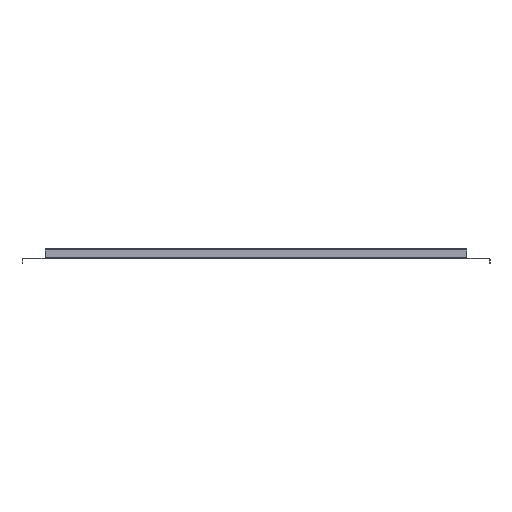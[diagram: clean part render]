
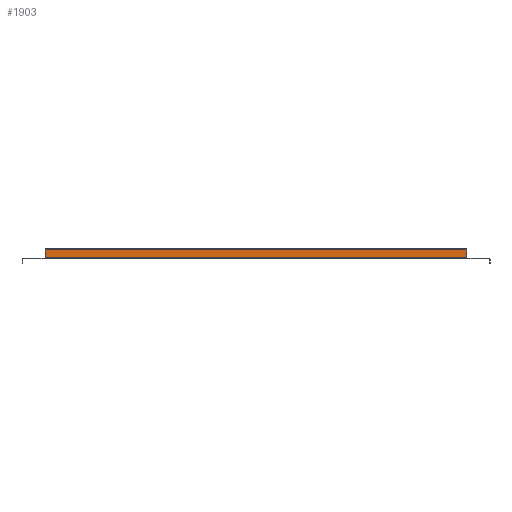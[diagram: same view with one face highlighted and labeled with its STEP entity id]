
A CAD part, front view. The second image highlights one B-rep face of the part: STEP entity #1903.
In plain terms, the highlighted planar face has unit normal (0, -1, 0).
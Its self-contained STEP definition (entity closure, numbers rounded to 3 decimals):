
#85 = LINE ( 'NONE', #1812, #740 ) ;
#134 = CARTESIAN_POINT ( 'NONE',  ( 865., -2.5, 1. ) ) ;
#210 = CARTESIAN_POINT ( 'NONE',  ( 45., -2.5, 1. ) ) ;
#300 = EDGE_CURVE ( 'NONE', #881, #668, #1044, .T. ) ;
#305 = VERTEX_POINT ( 'NONE', #348 ) ;
#348 = CARTESIAN_POINT ( 'NONE',  ( 45., -2.5, 16. ) ) ;
#405 = ORIENTED_EDGE ( 'NONE', *, *, #997, .T. ) ;
#458 = CARTESIAN_POINT ( 'NONE',  ( 0., -2.5, 0. ) ) ;
#577 = CARTESIAN_POINT ( 'NONE',  ( 45., -2.5, 0. ) ) ;
#668 = VERTEX_POINT ( 'NONE', #210 ) ;
#676 = VECTOR ( 'NONE', #1390, 1000. ) ;
#715 = ORIENTED_EDGE ( 'NONE', *, *, #1031, .T. ) ;
#740 = VECTOR ( 'NONE', #1769, 1000. ) ;
#750 = DIRECTION ( 'NONE',  ( 0., 0., -1. ) ) ;
#811 = DIRECTION ( 'NONE',  ( 0., 0., 1. ) ) ;
#820 = LINE ( 'NONE', #1645, #1520 ) ;
#843 = VERTEX_POINT ( 'NONE', #1857 ) ;
#881 = VERTEX_POINT ( 'NONE', #134 ) ;
#963 = DIRECTION ( 'NONE',  ( 0., 1., 0. ) ) ;
#997 = EDGE_CURVE ( 'NONE', #881, #843, #85, .T. ) ;
#1028 = VECTOR ( 'NONE', #750, 1000. ) ;
#1031 = EDGE_CURVE ( 'NONE', #305, #668, #1959, .T. ) ;
#1044 = LINE ( 'NONE', #1198, #676 ) ;
#1117 = PLANE ( 'NONE',  #2032 ) ;
#1198 = CARTESIAN_POINT ( 'NONE',  ( 45., -2.5, 1. ) ) ;
#1336 = DIRECTION ( 'NONE',  ( -1., 0., 0. ) ) ;
#1390 = DIRECTION ( 'NONE',  ( -1., 0., 0. ) ) ;
#1520 = VECTOR ( 'NONE', #1336, 1000. ) ;
#1645 = CARTESIAN_POINT ( 'NONE',  ( 865., -2.5, 16. ) ) ;
#1769 = DIRECTION ( 'NONE',  ( 0., 0., 1. ) ) ;
#1776 = ORIENTED_EDGE ( 'NONE', *, *, #1946, .T. ) ;
#1812 = CARTESIAN_POINT ( 'NONE',  ( 865., -2.5, 0. ) ) ;
#1822 = FACE_OUTER_BOUND ( 'NONE', #2140, .T. ) ;
#1857 = CARTESIAN_POINT ( 'NONE',  ( 865., -2.5, 16. ) ) ;
#1903 = ADVANCED_FACE ( 'NONE', ( #1822 ), #1117, .F. ) ;
#1946 = EDGE_CURVE ( 'NONE', #843, #305, #820, .T. ) ;
#1959 = LINE ( 'NONE', #577, #1028 ) ;
#2032 = AXIS2_PLACEMENT_3D ( 'NONE', #458, #963, #811 ) ;
#2036 = ORIENTED_EDGE ( 'NONE', *, *, #300, .F. ) ;
#2140 = EDGE_LOOP ( 'NONE', ( #1776, #715, #2036, #405 ) ) ;
